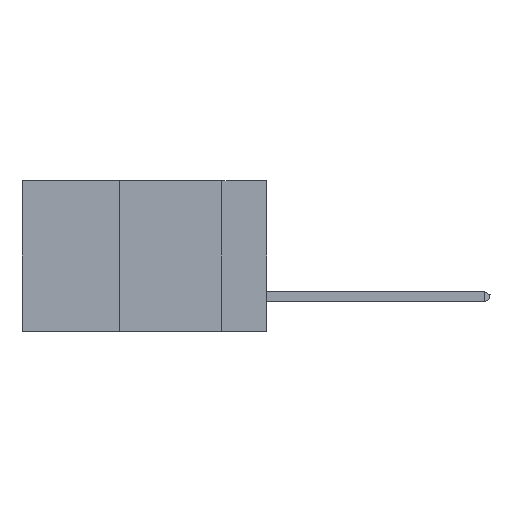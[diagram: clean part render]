
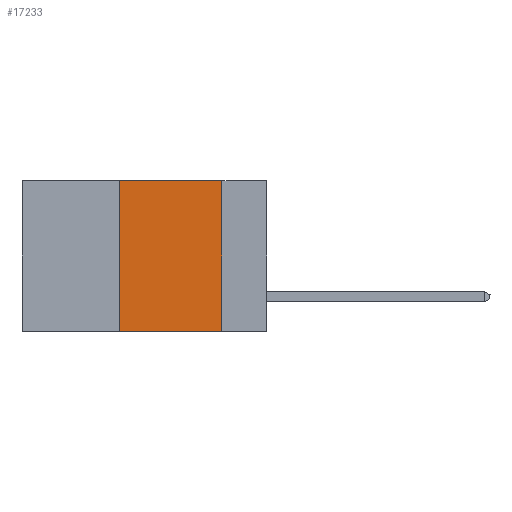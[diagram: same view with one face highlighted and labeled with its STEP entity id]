
A CAD part, left-side view. The second image highlights one B-rep face of the part: STEP entity #17233.
In plain terms, the highlighted planar face has unit normal (-1, 0, 0).
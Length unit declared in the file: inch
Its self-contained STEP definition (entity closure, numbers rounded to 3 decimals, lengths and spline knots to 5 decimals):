
#288 = VERTEX_POINT ( 'NONE', #31861 ) ;
#1143 = VERTEX_POINT ( 'NONE', #29337 ) ;
#1620 = DIRECTION ( 'NONE',  ( 0., 0., -1. ) ) ;
#1924 = CARTESIAN_POINT ( 'NONE',  ( 0., 0.6, 0. ) ) ;
#3585 = LINE ( 'NONE', #34464, #16618 ) ;
#3835 = FACE_OUTER_BOUND ( 'NONE', #23780, .T. ) ;
#4192 = DIRECTION ( 'NONE',  ( 1., 0., 0. ) ) ;
#4248 = VERTEX_POINT ( 'NONE', #13940 ) ;
#8076 = DIRECTION ( 'NONE',  ( 0., 0., 1. ) ) ;
#9323 = LINE ( 'NONE', #28902, #35241 ) ;
#13041 = CARTESIAN_POINT ( 'NONE',  ( 0., 0.6, 0. ) ) ;
#13181 = DIRECTION ( 'NONE',  ( 0., -1., 0. ) ) ;
#13940 = CARTESIAN_POINT ( 'NONE',  ( 0., 0.11, -0.37 ) ) ;
#14201 = ORIENTED_EDGE ( 'NONE', *, *, #31787, .F. ) ;
#15293 = ORIENTED_EDGE ( 'NONE', *, *, #27878, .F. ) ;
#16549 = CARTESIAN_POINT ( 'NONE',  ( 0., 0.36, 0. ) ) ;
#16618 = VECTOR ( 'NONE', #26678, 39.37008 ) ;
#16878 = VECTOR ( 'NONE', #8076, 39.37008 ) ;
#17233 = ADVANCED_FACE ( 'NONE', ( #3835 ), #24326, .F. ) ;
#22372 = ORIENTED_EDGE ( 'NONE', *, *, #27052, .F. ) ;
#23780 = EDGE_LOOP ( 'NONE', ( #14201, #22372, #15293, #27274 ) ) ;
#24326 = PLANE ( 'NONE',  #33418 ) ;
#26678 = DIRECTION ( 'NONE',  ( 0., 0., -1. ) ) ;
#27052 = EDGE_CURVE ( 'NONE', #288, #1143, #27236, .T. ) ;
#27236 = LINE ( 'NONE', #1924, #28658 ) ;
#27274 = ORIENTED_EDGE ( 'NONE', *, *, #30534, .T. ) ;
#27878 = EDGE_CURVE ( 'NONE', #32842, #288, #35795, .T. ) ;
#28658 = VECTOR ( 'NONE', #13181, 39.37008 ) ;
#28902 = CARTESIAN_POINT ( 'NONE',  ( 0., 0.6, -0.37 ) ) ;
#29337 = CARTESIAN_POINT ( 'NONE',  ( 0., 0.11, 0. ) ) ;
#30534 = EDGE_CURVE ( 'NONE', #32842, #4248, #9323, .T. ) ;
#31787 = EDGE_CURVE ( 'NONE', #1143, #4248, #3585, .T. ) ;
#31861 = CARTESIAN_POINT ( 'NONE',  ( 0., 0.36, 0. ) ) ;
#32044 = DIRECTION ( 'NONE',  ( 0., -1., 0. ) ) ;
#32328 = CARTESIAN_POINT ( 'NONE',  ( 0., 0.36, -0.37 ) ) ;
#32842 = VERTEX_POINT ( 'NONE', #32328 ) ;
#33418 = AXIS2_PLACEMENT_3D ( 'NONE', #13041, #4192, #1620 ) ;
#34464 = CARTESIAN_POINT ( 'NONE',  ( 0., 0.11, 0. ) ) ;
#35241 = VECTOR ( 'NONE', #32044, 39.37008 ) ;
#35795 = LINE ( 'NONE', #16549, #16878 ) ;
